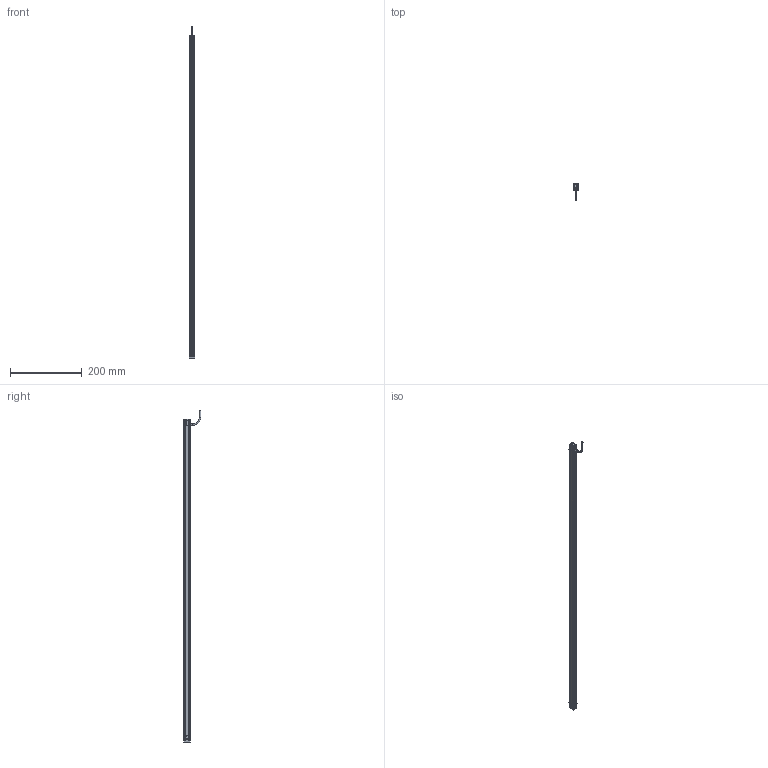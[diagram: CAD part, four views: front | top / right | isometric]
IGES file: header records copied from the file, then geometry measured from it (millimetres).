
Start section:  PTC IGES file: 216852.igs
Global section: file name: 216852.igs; native system: Creo Parametric by PTC Inc.; preprocessor: 2019292; author: PDMAdmin; organization: Unknown; date: 20200331.134035; units: millimetre
Bounding box: 14.08 x 49.18 x 928.4 mm (x, y, z)
Volume: 56522.4 mm3; surface area: 534023.1 mm2
Topology: 21 solids, 23 shells, 3224 faces, 19051 edges, 25814 vertices
Faces by surface type: bspline 2060, revolution 1136, extrusion 28
